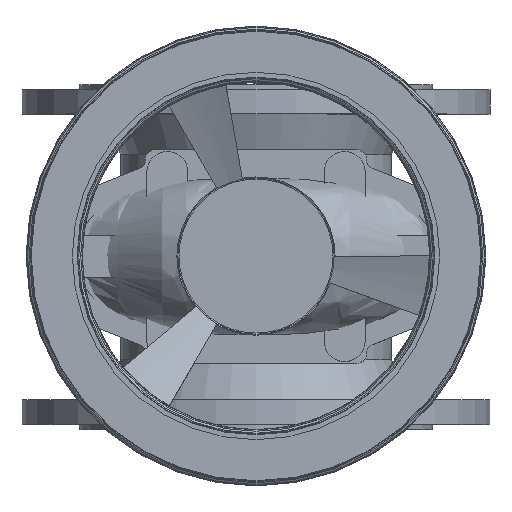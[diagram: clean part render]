
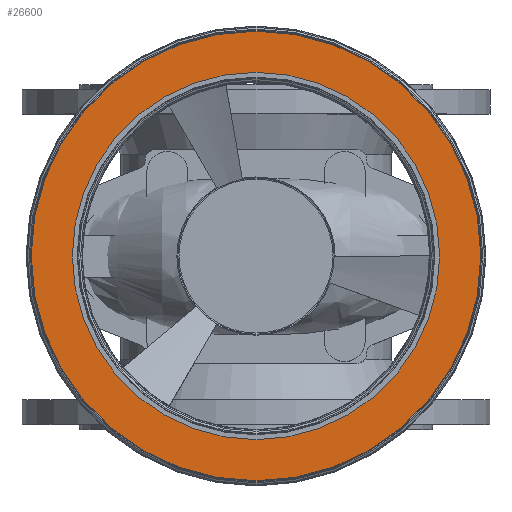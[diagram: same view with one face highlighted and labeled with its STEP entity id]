
A CAD part, top view. The second image highlights one B-rep face of the part: STEP entity #26600.
In plain terms, the highlighted planar face has unit normal (0, 0, 1).
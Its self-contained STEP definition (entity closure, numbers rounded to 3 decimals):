
#26600=ADVANCED_FACE('',(#58428,#58430),#58432,.T.);
#58428=FACE_BOUND('',#58429,.T.);
#58429=EDGE_LOOP('',(#76818,#76819));
#58430=FACE_BOUND('',#58431,.T.);
#58431=EDGE_LOOP('',(#76820,#76821));
#58432=PLANE('',#58433);
#58433=AXIS2_PLACEMENT_3D('',#58434,#58435,#58436);
#58434=CARTESIAN_POINT('',(123.928,647.474,102.935));
#58435=DIRECTION('',(0.,0.,1.));
#58436=DIRECTION('',(0.,-1.,0.));
#76818=ORIENTED_EDGE('',*,*,#86337,.T.);
#76819=ORIENTED_EDGE('',*,*,#86336,.T.);
#76820=ORIENTED_EDGE('',*,*,#86338,.F.);
#76821=ORIENTED_EDGE('',*,*,#86339,.F.);
#86336=EDGE_CURVE('',#101225,#101226,#101227,.T.);
#86337=EDGE_CURVE('',#101226,#101225,#101228,.T.);
#86338=EDGE_CURVE('',#101229,#101230,#101231,.T.);
#86339=EDGE_CURVE('',#101230,#101229,#101232,.T.);
#101225=VERTEX_POINT('',#134609);
#101226=VERTEX_POINT('',#134610);
#101227=CIRCLE('',#134611,136.892);
#101228=CIRCLE('',#134615,136.892);
#101229=VERTEX_POINT('',#134619);
#101230=VERTEX_POINT('',#134620);
#101231=CIRCLE('',#134621,111.851);
#101232=CIRCLE('',#134625,111.851);
#134609=CARTESIAN_POINT('',(-130.892,647.474,102.935));
#134610=CARTESIAN_POINT('',(142.892,647.474,102.935));
#134611=AXIS2_PLACEMENT_3D('',#134612,#134613,#134614);
#134612=CARTESIAN_POINT('',(6.,647.474,102.935));
#134613=DIRECTION('',(0.,0.,1.));
#134614=DIRECTION('',(-1.,0.,0.));
#134615=AXIS2_PLACEMENT_3D('',#134616,#134617,#134618);
#134616=CARTESIAN_POINT('',(6.,647.474,102.935));
#134617=DIRECTION('',(0.,0.,1.));
#134618=DIRECTION('',(1.,0.,0.));
#134619=CARTESIAN_POINT('',(-105.851,647.474,102.935));
#134620=CARTESIAN_POINT('',(117.851,647.474,102.935));
#134621=AXIS2_PLACEMENT_3D('',#134622,#134623,#134624);
#134622=CARTESIAN_POINT('',(6.,647.474,102.935));
#134623=DIRECTION('',(0.,0.,1.));
#134624=DIRECTION('',(-1.,0.,0.));
#134625=AXIS2_PLACEMENT_3D('',#134626,#134627,#134628);
#134626=CARTESIAN_POINT('',(6.,647.474,102.935));
#134627=DIRECTION('',(0.,0.,1.));
#134628=DIRECTION('',(1.,0.,0.));
